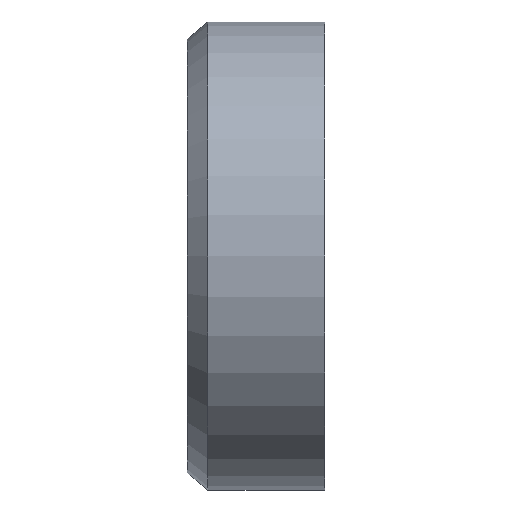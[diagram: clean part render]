
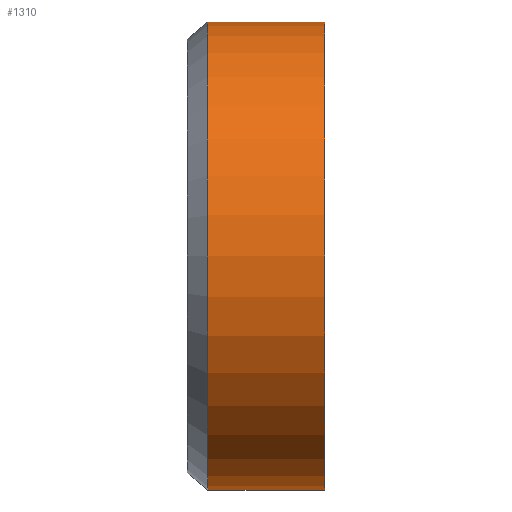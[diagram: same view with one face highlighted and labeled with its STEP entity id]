
A CAD part, left-side view. The second image highlights one B-rep face of the part: STEP entity #1310.
In plain terms, the highlighted cylindrical face has radius 23 mm (diameter 46 mm), a partial arc.
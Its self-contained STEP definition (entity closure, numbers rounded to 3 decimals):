
#148 = VECTOR ( 'NONE', #3250, 1000. ) ;
#183 = CYLINDRICAL_SURFACE ( 'NONE', #1131, 23. ) ;
#330 = VERTEX_POINT ( 'NONE', #3321 ) ;
#448 = VERTEX_POINT ( 'NONE', #1345 ) ;
#472 = CARTESIAN_POINT ( 'NONE',  ( 0., 13.5, 0. ) ) ;
#714 = LINE ( 'NONE', #3266, #148 ) ;
#761 = CARTESIAN_POINT ( 'NONE',  ( 0., 11.5, 0. ) ) ;
#887 = CARTESIAN_POINT ( 'NONE',  ( 0., 11.5, -23. ) ) ;
#1040 = FACE_OUTER_BOUND ( 'NONE', #2916, .T. ) ;
#1107 = CARTESIAN_POINT ( 'NONE',  ( 0., 0., 0. ) ) ;
#1131 = AXIS2_PLACEMENT_3D ( 'NONE', #472, #2763, #2235 ) ;
#1188 = AXIS2_PLACEMENT_3D ( 'NONE', #1107, #3254, #1700 ) ;
#1310 = ADVANCED_FACE ( 'NONE', ( #1040 ), #183, .T. ) ;
#1345 = CARTESIAN_POINT ( 'NONE',  ( 0., 11.5, 23. ) ) ;
#1654 = LINE ( 'NONE', #3377, #2658 ) ;
#1700 = DIRECTION ( 'NONE',  ( 0., 0., 1. ) ) ;
#1851 = CIRCLE ( 'NONE', #1188, 23. ) ;
#1863 = AXIS2_PLACEMENT_3D ( 'NONE', #761, #3416, #1930 ) ;
#1930 = DIRECTION ( 'NONE',  ( 0., 0., 1. ) ) ;
#2167 = EDGE_CURVE ( 'NONE', #448, #3753, #3482, .T. ) ;
#2235 = DIRECTION ( 'NONE',  ( 0., 0., -1. ) ) ;
#2513 = DIRECTION ( 'NONE',  ( 0., -1., 0. ) ) ;
#2658 = VECTOR ( 'NONE', #2513, 1000. ) ;
#2699 = EDGE_CURVE ( 'NONE', #448, #3563, #1654, .T. ) ;
#2763 = DIRECTION ( 'NONE',  ( 0., -1., 0. ) ) ;
#2867 = ORIENTED_EDGE ( 'NONE', *, *, #3013, .T. ) ;
#2915 = ORIENTED_EDGE ( 'NONE', *, *, #3705, .T. ) ;
#2916 = EDGE_LOOP ( 'NONE', ( #3346, #3660, #2867, #2915 ) ) ;
#3013 = EDGE_CURVE ( 'NONE', #3753, #330, #714, .T. ) ;
#3145 = CARTESIAN_POINT ( 'NONE',  ( 0., 0., 23. ) ) ;
#3250 = DIRECTION ( 'NONE',  ( 0., -1., 0. ) ) ;
#3254 = DIRECTION ( 'NONE',  ( 0., 1., 0. ) ) ;
#3266 = CARTESIAN_POINT ( 'NONE',  ( 0., 13.5, -23. ) ) ;
#3321 = CARTESIAN_POINT ( 'NONE',  ( 0., 0., -23. ) ) ;
#3346 = ORIENTED_EDGE ( 'NONE', *, *, #2699, .F. ) ;
#3377 = CARTESIAN_POINT ( 'NONE',  ( 0., 13.5, 23. ) ) ;
#3416 = DIRECTION ( 'NONE',  ( 0., -1., 0. ) ) ;
#3482 = CIRCLE ( 'NONE', #1863, 23. ) ;
#3563 = VERTEX_POINT ( 'NONE', #3145 ) ;
#3660 = ORIENTED_EDGE ( 'NONE', *, *, #2167, .T. ) ;
#3705 = EDGE_CURVE ( 'NONE', #330, #3563, #1851, .T. ) ;
#3753 = VERTEX_POINT ( 'NONE', #887 ) ;
